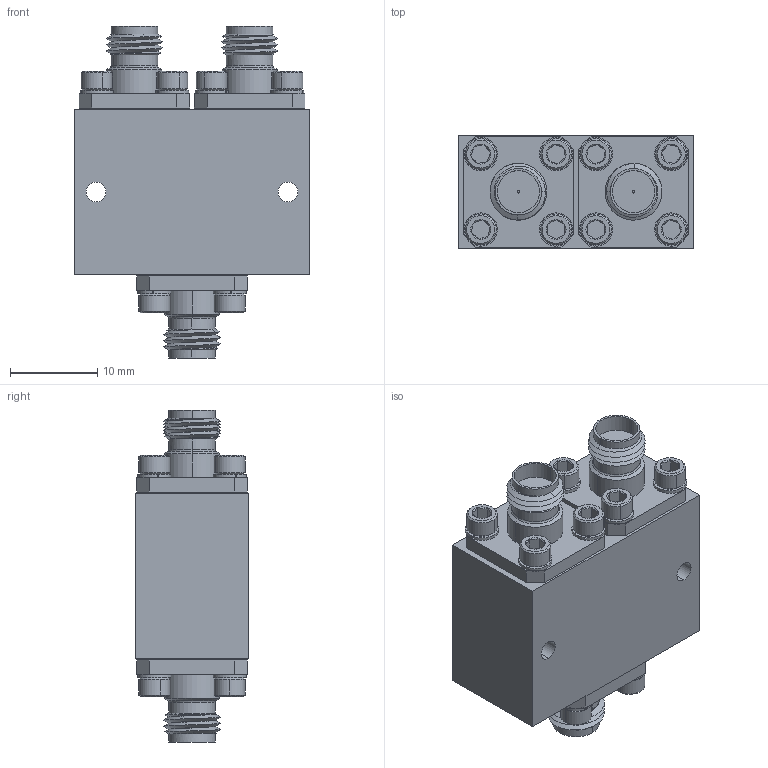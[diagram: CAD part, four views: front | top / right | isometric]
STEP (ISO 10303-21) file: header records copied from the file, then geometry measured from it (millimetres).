
FILE_DESCRIPTION (( 'STEP AP214' ), '1' );
FILE_NAME ('CS-V2-Z1.STEP', '2023-02-15T00:52:39', ( '' ), ( '' ), 'SwSTEP 2.0', 'SolidWorks 2021', '' );
FILE_SCHEMA (( 'AUTOMOTIVE_DESIGN' ));
Length unit declared in the file: inch
Products named in the file (1): CS-V2-Z1
Bounding box: 27 x 13 x 38.05 mm (x, y, z)
Volume: 8020.6 mm3; surface area: 5189.2 mm2
Topology: 28 solids, 28 shells, 550 faces, 1143 edges, 688 vertices
Faces by surface type: plane 222, cylinder 160, cone 156, torus 6, bspline 6
Entity records: 25164 total; most frequent: CARTESIAN_POINT 5985, DIRECTION 2502, ORIENTED_EDGE 2286, EDGE_CURVE 1143, AXIS2_PLACEMENT_3D 979, VERTEX_POINT 688, EDGE_LOOP 617, LENGTH_MEASURE_WITH_UNIT 580
